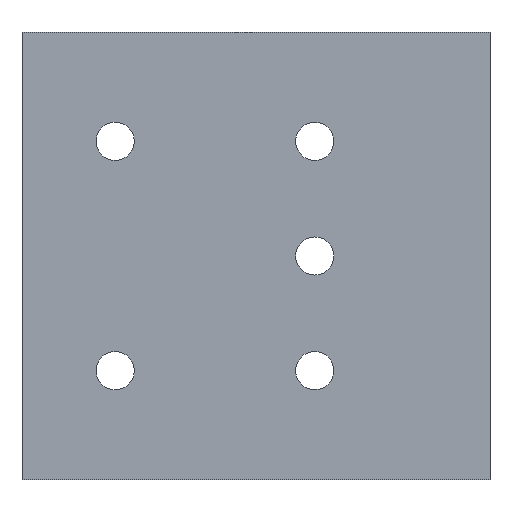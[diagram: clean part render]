
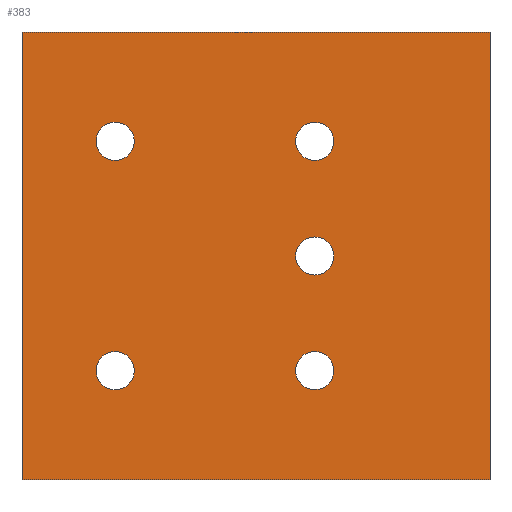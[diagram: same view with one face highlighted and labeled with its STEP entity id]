
A CAD part, front view. The second image highlights one B-rep face of the part: STEP entity #383.
In plain terms, the highlighted planar face has unit normal (0, -1, 0).
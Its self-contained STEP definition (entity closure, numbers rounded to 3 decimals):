
#8 = DIRECTION ( 'NONE',  ( 0., 0., -1. ) ) ;
#13 = CARTESIAN_POINT ( 'NONE',  ( -6.278, 0., -10.264 ) ) ;
#30 = AXIS2_PLACEMENT_3D ( 'NONE', #247, #298, #684 ) ;
#55 = ORIENTED_EDGE ( 'NONE', *, *, #90, .F. ) ;
#71 = ORIENTED_EDGE ( 'NONE', *, *, #806, .F. ) ;
#80 = AXIS2_PLACEMENT_3D ( 'NONE', #788, #577, #476 ) ;
#90 = EDGE_CURVE ( 'NONE', #869, #932, #142, .T. ) ;
#93 = CARTESIAN_POINT ( 'NONE',  ( 4.432, 0., -11.289 ) ) ;
#98 = LINE ( 'NONE', #444, #986 ) ;
#103 = VERTEX_POINT ( 'NONE', #1071 ) ;
#104 = CARTESIAN_POINT ( 'NONE',  ( 4.432, 0., -12.314 ) ) ;
#107 = CIRCLE ( 'NONE', #778, 1.025 ) ;
#112 = VERTEX_POINT ( 'NONE', #1015 ) ;
#116 = DIRECTION ( 'NONE',  ( 0., 0., 1. ) ) ;
#119 = DIRECTION ( 'NONE',  ( 0., -1., 0. ) ) ;
#126 = CARTESIAN_POINT ( 'NONE',  ( -11.278, 0., 6.861 ) ) ;
#128 = FACE_BOUND ( 'NONE', #130, .T. ) ;
#130 = EDGE_LOOP ( 'NONE', ( #971, #887 ) ) ;
#140 = DIRECTION ( 'NONE',  ( 0., -1., 0. ) ) ;
#142 = CIRCLE ( 'NONE', #844, 1.025 ) ;
#154 = CIRCLE ( 'NONE', #420, 1.025 ) ;
#160 = EDGE_LOOP ( 'NONE', ( #233, #509 ) ) ;
#162 = AXIS2_PLACEMENT_3D ( 'NONE', #938, #442, #1032 ) ;
#167 = CARTESIAN_POINT ( 'NONE',  ( 13.842, 0., -17.139 ) ) ;
#177 = CARTESIAN_POINT ( 'NONE',  ( 4.432, 0., 1.011 ) ) ;
#188 = DIRECTION ( 'NONE',  ( 0., 0., -1. ) ) ;
#207 = VERTEX_POINT ( 'NONE', #239 ) ;
#224 = DIRECTION ( 'NONE',  ( 0., 0., -1. ) ) ;
#225 = CIRCLE ( 'NONE', #695, 1.025 ) ;
#233 = ORIENTED_EDGE ( 'NONE', *, *, #924, .F. ) ;
#239 = CARTESIAN_POINT ( 'NONE',  ( 4.432, 0., -6.164 ) ) ;
#242 = AXIS2_PLACEMENT_3D ( 'NONE', #655, #140, #735 ) ;
#247 = CARTESIAN_POINT ( 'NONE',  ( -6.278, 0., 1.011 ) ) ;
#254 = EDGE_LOOP ( 'NONE', ( #614, #1105 ) ) ;
#261 = DIRECTION ( 'NONE',  ( 0., 0., -1. ) ) ;
#275 = AXIS2_PLACEMENT_3D ( 'NONE', #93, #698, #188 ) ;
#289 = CIRCLE ( 'NONE', #332, 1.025 ) ;
#298 = DIRECTION ( 'NONE',  ( 0., -1., 0. ) ) ;
#304 = DIRECTION ( 'NONE',  ( 1., 0., 0. ) ) ;
#323 = CARTESIAN_POINT ( 'NONE',  ( -6.278, 0., -11.289 ) ) ;
#332 = AXIS2_PLACEMENT_3D ( 'NONE', #358, #948, #454 ) ;
#346 = CARTESIAN_POINT ( 'NONE',  ( 13.842, 0., 6.861 ) ) ;
#356 = DIRECTION ( 'NONE',  ( 0., 0., -1. ) ) ;
#358 = CARTESIAN_POINT ( 'NONE',  ( 4.432, 0., -5.139 ) ) ;
#359 = LINE ( 'NONE', #748, #784 ) ;
#360 = FACE_BOUND ( 'NONE', #1055, .T. ) ;
#375 = CIRCLE ( 'NONE', #162, 1.025 ) ;
#379 = EDGE_LOOP ( 'NONE', ( #833, #858, #1086, #605 ) ) ;
#383 = ADVANCED_FACE ( 'NONE', ( #1077, #590, #389, #360, #128, #1013 ), #826, .T. ) ;
#389 = FACE_BOUND ( 'NONE', #254, .T. ) ;
#393 = VERTEX_POINT ( 'NONE', #1064 ) ;
#394 = EDGE_CURVE ( 'NONE', #551, #1047, #785, .T. ) ;
#416 = DIRECTION ( 'NONE',  ( 0., 0., -1. ) ) ;
#420 = AXIS2_PLACEMENT_3D ( 'NONE', #323, #917, #416 ) ;
#442 = DIRECTION ( 'NONE',  ( 0., -1., 0. ) ) ;
#444 = CARTESIAN_POINT ( 'NONE',  ( -11.278, 0., 6.861 ) ) ;
#445 = ORIENTED_EDGE ( 'NONE', *, *, #562, .F. ) ;
#450 = DIRECTION ( 'NONE',  ( 0., -1., 0. ) ) ;
#454 = DIRECTION ( 'NONE',  ( 0., 0., -1. ) ) ;
#456 = EDGE_CURVE ( 'NONE', #393, #831, #98, .T. ) ;
#474 = EDGE_CURVE ( 'NONE', #207, #112, #107, .T. ) ;
#476 = DIRECTION ( 'NONE',  ( 0., 0., -1. ) ) ;
#496 = ORIENTED_EDGE ( 'NONE', *, *, #635, .F. ) ;
#509 = ORIENTED_EDGE ( 'NONE', *, *, #1101, .F. ) ;
#516 = CARTESIAN_POINT ( 'NONE',  ( 13.842, 0., 6.861 ) ) ;
#526 = EDGE_CURVE ( 'NONE', #1004, #393, #546, .T. ) ;
#541 = CARTESIAN_POINT ( 'NONE',  ( -11.278, 0., -17.139 ) ) ;
#546 = LINE ( 'NONE', #126, #967 ) ;
#551 = VERTEX_POINT ( 'NONE', #638 ) ;
#562 = EDGE_CURVE ( 'NONE', #946, #1016, #864, .T. ) ;
#577 = DIRECTION ( 'NONE',  ( 0., -1., 0. ) ) ;
#584 = DIRECTION ( 'NONE',  ( -1., 0., 0. ) ) ;
#590 = FACE_BOUND ( 'NONE', #935, .T. ) ;
#592 = CARTESIAN_POINT ( 'NONE',  ( 4.432, 0., -5.139 ) ) ;
#605 = ORIENTED_EDGE ( 'NONE', *, *, #456, .F. ) ;
#614 = ORIENTED_EDGE ( 'NONE', *, *, #937, .F. ) ;
#619 = CARTESIAN_POINT ( 'NONE',  ( -6.278, 0., -12.314 ) ) ;
#621 = CARTESIAN_POINT ( 'NONE',  ( -6.278, 0., -0.014 ) ) ;
#633 = CARTESIAN_POINT ( 'NONE',  ( 4.432, 0., -11.289 ) ) ;
#635 = EDGE_CURVE ( 'NONE', #1016, #946, #154, .T. ) ;
#638 = CARTESIAN_POINT ( 'NONE',  ( -6.278, 0., 2.036 ) ) ;
#655 = CARTESIAN_POINT ( 'NONE',  ( -6.278, 0., -11.289 ) ) ;
#684 = DIRECTION ( 'NONE',  ( 0., 0., -1. ) ) ;
#686 = CARTESIAN_POINT ( 'NONE',  ( 4.432, 0., -0.014 ) ) ;
#689 = EDGE_CURVE ( 'NONE', #752, #1004, #359, .T. ) ;
#695 = AXIS2_PLACEMENT_3D ( 'NONE', #633, #119, #722 ) ;
#698 = DIRECTION ( 'NONE',  ( 0., -1., 0. ) ) ;
#722 = DIRECTION ( 'NONE',  ( 0., 0., -1. ) ) ;
#735 = DIRECTION ( 'NONE',  ( 0., 0., -1. ) ) ;
#748 = CARTESIAN_POINT ( 'NONE',  ( -11.278, 0., -17.139 ) ) ;
#752 = VERTEX_POINT ( 'NONE', #167 ) ;
#771 = DIRECTION ( 'NONE',  ( 0., -1., 0. ) ) ;
#778 = AXIS2_PLACEMENT_3D ( 'NONE', #592, #866, #356 ) ;
#784 = VECTOR ( 'NONE', #584, 1000. ) ;
#785 = CIRCLE ( 'NONE', #30, 1.025 ) ;
#788 = CARTESIAN_POINT ( 'NONE',  ( 0., 0., 0. ) ) ;
#797 = VECTOR ( 'NONE', #8, 1000. ) ;
#806 = EDGE_CURVE ( 'NONE', #932, #869, #1059, .T. ) ;
#811 = EDGE_CURVE ( 'NONE', #1047, #551, #375, .T. ) ;
#825 = EDGE_CURVE ( 'NONE', #831, #752, #1025, .T. ) ;
#826 = PLANE ( 'NONE',  #80 ) ;
#831 = VERTEX_POINT ( 'NONE', #516 ) ;
#833 = ORIENTED_EDGE ( 'NONE', *, *, #526, .F. ) ;
#844 = AXIS2_PLACEMENT_3D ( 'NONE', #918, #450, #224 ) ;
#858 = ORIENTED_EDGE ( 'NONE', *, *, #689, .F. ) ;
#864 = CIRCLE ( 'NONE', #242, 1.025 ) ;
#866 = DIRECTION ( 'NONE',  ( 0., -1., 0. ) ) ;
#869 = VERTEX_POINT ( 'NONE', #686 ) ;
#887 = ORIENTED_EDGE ( 'NONE', *, *, #811, .F. ) ;
#917 = DIRECTION ( 'NONE',  ( 0., -1., 0. ) ) ;
#918 = CARTESIAN_POINT ( 'NONE',  ( 4.432, 0., 1.011 ) ) ;
#924 = EDGE_CURVE ( 'NONE', #103, #1017, #966, .T. ) ;
#932 = VERTEX_POINT ( 'NONE', #1039 ) ;
#935 = EDGE_LOOP ( 'NONE', ( #71, #55 ) ) ;
#937 = EDGE_CURVE ( 'NONE', #112, #207, #289, .T. ) ;
#938 = CARTESIAN_POINT ( 'NONE',  ( -6.278, 0., 1.011 ) ) ;
#946 = VERTEX_POINT ( 'NONE', #13 ) ;
#948 = DIRECTION ( 'NONE',  ( 0., -1., 0. ) ) ;
#966 = CIRCLE ( 'NONE', #275, 1.025 ) ;
#967 = VECTOR ( 'NONE', #116, 1000. ) ;
#971 = ORIENTED_EDGE ( 'NONE', *, *, #394, .F. ) ;
#986 = VECTOR ( 'NONE', #304, 1000. ) ;
#1004 = VERTEX_POINT ( 'NONE', #541 ) ;
#1013 = FACE_OUTER_BOUND ( 'NONE', #379, .T. ) ;
#1015 = CARTESIAN_POINT ( 'NONE',  ( 4.432, 0., -4.114 ) ) ;
#1016 = VERTEX_POINT ( 'NONE', #619 ) ;
#1017 = VERTEX_POINT ( 'NONE', #104 ) ;
#1025 = LINE ( 'NONE', #346, #797 ) ;
#1032 = DIRECTION ( 'NONE',  ( 0., 0., -1. ) ) ;
#1039 = CARTESIAN_POINT ( 'NONE',  ( 4.432, 0., 2.036 ) ) ;
#1046 = AXIS2_PLACEMENT_3D ( 'NONE', #177, #771, #261 ) ;
#1047 = VERTEX_POINT ( 'NONE', #621 ) ;
#1055 = EDGE_LOOP ( 'NONE', ( #445, #496 ) ) ;
#1059 = CIRCLE ( 'NONE', #1046, 1.025 ) ;
#1064 = CARTESIAN_POINT ( 'NONE',  ( -11.278, 0., 6.861 ) ) ;
#1071 = CARTESIAN_POINT ( 'NONE',  ( 4.432, 0., -10.264 ) ) ;
#1077 = FACE_BOUND ( 'NONE', #160, .T. ) ;
#1086 = ORIENTED_EDGE ( 'NONE', *, *, #825, .F. ) ;
#1101 = EDGE_CURVE ( 'NONE', #1017, #103, #225, .T. ) ;
#1105 = ORIENTED_EDGE ( 'NONE', *, *, #474, .F. ) ;
